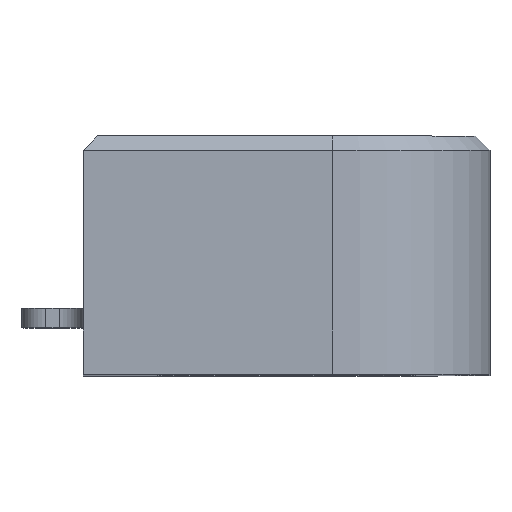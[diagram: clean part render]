
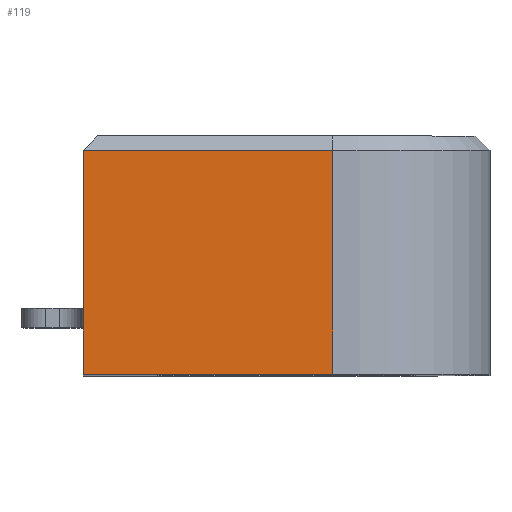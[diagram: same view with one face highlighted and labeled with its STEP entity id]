
A CAD part, top view. The second image highlights one B-rep face of the part: STEP entity #119.
In plain terms, the highlighted planar face has unit normal (0, 0, 1).
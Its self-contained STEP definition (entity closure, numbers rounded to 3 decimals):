
#45 = VERTEX_POINT ( 'NONE', #1247 ) ;
#119 = ADVANCED_FACE ( 'NONE', ( #828 ), #2507, .F. ) ;
#169 = ORIENTED_EDGE ( 'NONE', *, *, #523, .T. ) ;
#275 = LINE ( 'NONE', #1106, #1357 ) ;
#523 = EDGE_CURVE ( 'NONE', #45, #1567, #1208, .T. ) ;
#548 = CARTESIAN_POINT ( 'NONE',  ( 18.8, 25., 56.5 ) ) ;
#615 = DIRECTION ( 'NONE',  ( 0., 0., -1. ) ) ;
#690 = CARTESIAN_POINT ( 'NONE',  ( 45., 0., 56.5 ) ) ;
#828 = FACE_OUTER_BOUND ( 'NONE', #2300, .T. ) ;
#851 = EDGE_CURVE ( 'NONE', #1116, #1472, #275, .T. ) ;
#908 = AXIS2_PLACEMENT_3D ( 'NONE', #1686, #615, #1964 ) ;
#974 = EDGE_CURVE ( 'NONE', #1116, #45, #2445, .T. ) ;
#1106 = CARTESIAN_POINT ( 'NONE',  ( 45., 25., 56.5 ) ) ;
#1116 = VERTEX_POINT ( 'NONE', #1866 ) ;
#1136 = VECTOR ( 'NONE', #1177, 1000. ) ;
#1177 = DIRECTION ( 'NONE',  ( 1., 0., 0. ) ) ;
#1208 = LINE ( 'NONE', #548, #2130 ) ;
#1247 = CARTESIAN_POINT ( 'NONE',  ( 18.8, 23.5, 56.5 ) ) ;
#1357 = VECTOR ( 'NONE', #2524, 1000. ) ;
#1359 = CARTESIAN_POINT ( 'NONE',  ( 18.8, 0., 56.5 ) ) ;
#1370 = ORIENTED_EDGE ( 'NONE', *, *, #974, .T. ) ;
#1472 = VERTEX_POINT ( 'NONE', #690 ) ;
#1524 = VECTOR ( 'NONE', #2178, 1000. ) ;
#1567 = VERTEX_POINT ( 'NONE', #1605 ) ;
#1605 = CARTESIAN_POINT ( 'NONE',  ( 18.8, 0., 56.5 ) ) ;
#1634 = ORIENTED_EDGE ( 'NONE', *, *, #1868, .T. ) ;
#1686 = CARTESIAN_POINT ( 'NONE',  ( 18.8, 25., 56.5 ) ) ;
#1866 = CARTESIAN_POINT ( 'NONE',  ( 45., 23.5, 56.5 ) ) ;
#1868 = EDGE_CURVE ( 'NONE', #1567, #1472, #1887, .T. ) ;
#1887 = LINE ( 'NONE', #1359, #1136 ) ;
#1964 = DIRECTION ( 'NONE',  ( -1., 0., 0. ) ) ;
#2130 = VECTOR ( 'NONE', #2422, 1000. ) ;
#2178 = DIRECTION ( 'NONE',  ( -1., 0., 0. ) ) ;
#2300 = EDGE_LOOP ( 'NONE', ( #2655, #1370, #169, #1634 ) ) ;
#2422 = DIRECTION ( 'NONE',  ( 0., -1., 0. ) ) ;
#2445 = LINE ( 'NONE', #2536, #1524 ) ;
#2507 = PLANE ( 'NONE',  #908 ) ;
#2524 = DIRECTION ( 'NONE',  ( 0., -1., 0. ) ) ;
#2536 = CARTESIAN_POINT ( 'NONE',  ( 18.8, 23.5, 56.5 ) ) ;
#2655 = ORIENTED_EDGE ( 'NONE', *, *, #851, .F. ) ;
